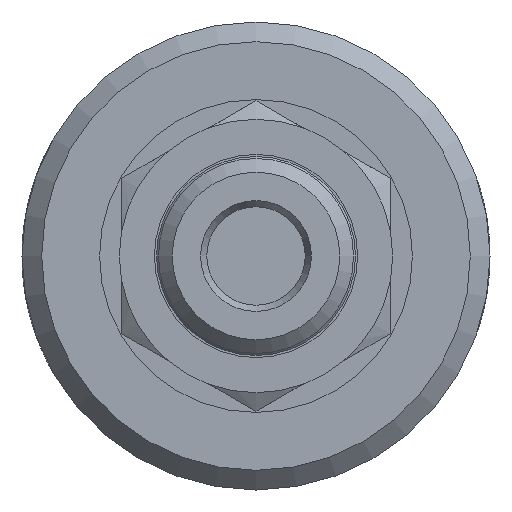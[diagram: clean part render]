
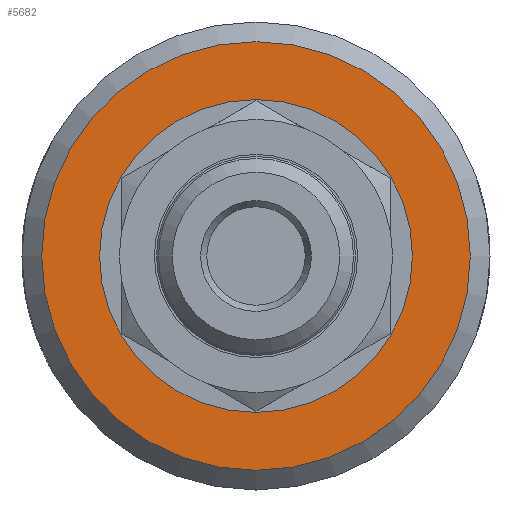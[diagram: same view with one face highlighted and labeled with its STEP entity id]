
A CAD part, left-side view. The second image highlights one B-rep face of the part: STEP entity #5682.
In plain terms, the highlighted planar face has unit normal (-1, 0, 0).
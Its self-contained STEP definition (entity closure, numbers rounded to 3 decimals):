
#74=FACE_BOUND('',#1921,.T.);
#1569=FACE_OUTER_BOUND('',#1920,.T.);
#1920=EDGE_LOOP('',(#5096));
#1921=EDGE_LOOP('',(#5097,#5098));
#2148=CIRCLE('',#6091,17.4);
#2149=CIRCLE('',#6092,12.7);
#2150=CIRCLE('',#6093,12.7);
#2701=VERTEX_POINT('',#43802);
#2702=VERTEX_POINT('',#43804);
#2703=VERTEX_POINT('',#43805);
#3519=EDGE_CURVE('',#2701,#2701,#2148,.T.);
#3520=EDGE_CURVE('',#2702,#2703,#2149,.T.);
#3521=EDGE_CURVE('',#2703,#2702,#2150,.T.);
#5096=ORIENTED_EDGE('',*,*,#3519,.F.);
#5097=ORIENTED_EDGE('',*,*,#3520,.T.);
#5098=ORIENTED_EDGE('',*,*,#3521,.T.);
#5388=PLANE('',#6090);
#5682=ADVANCED_FACE('',(#1569,#74),#5388,.T.);
#6090=AXIS2_PLACEMENT_3D('',#43801,#7172,#7173);
#6091=AXIS2_PLACEMENT_3D('',#43803,#7174,#7175);
#6092=AXIS2_PLACEMENT_3D('',#43806,#7176,#7177);
#6093=AXIS2_PLACEMENT_3D('',#43807,#7178,#7179);
#7172=DIRECTION('center_axis',(-1.,0.,0.));
#7173=DIRECTION('ref_axis',(0.,0.,1.));
#7174=DIRECTION('center_axis',(1.,0.,0.));
#7175=DIRECTION('ref_axis',(0.,-1.,0.));
#7176=DIRECTION('center_axis',(1.,0.,0.));
#7177=DIRECTION('ref_axis',(0.,1.,0.));
#7178=DIRECTION('center_axis',(1.,0.,0.));
#7179=DIRECTION('ref_axis',(0.,1.,0.));
#43801=CARTESIAN_POINT('Origin',(0.,12.996,0.));
#43802=CARTESIAN_POINT('',(0.,17.4,0.));
#43803=CARTESIAN_POINT('Origin',(0.,0.,0.));
#43804=CARTESIAN_POINT('',(0.,12.7,0.));
#43805=CARTESIAN_POINT('',(0.,-12.7,0.));
#43806=CARTESIAN_POINT('Origin',(0.,0.,0.));
#43807=CARTESIAN_POINT('Origin',(0.,0.,0.));
